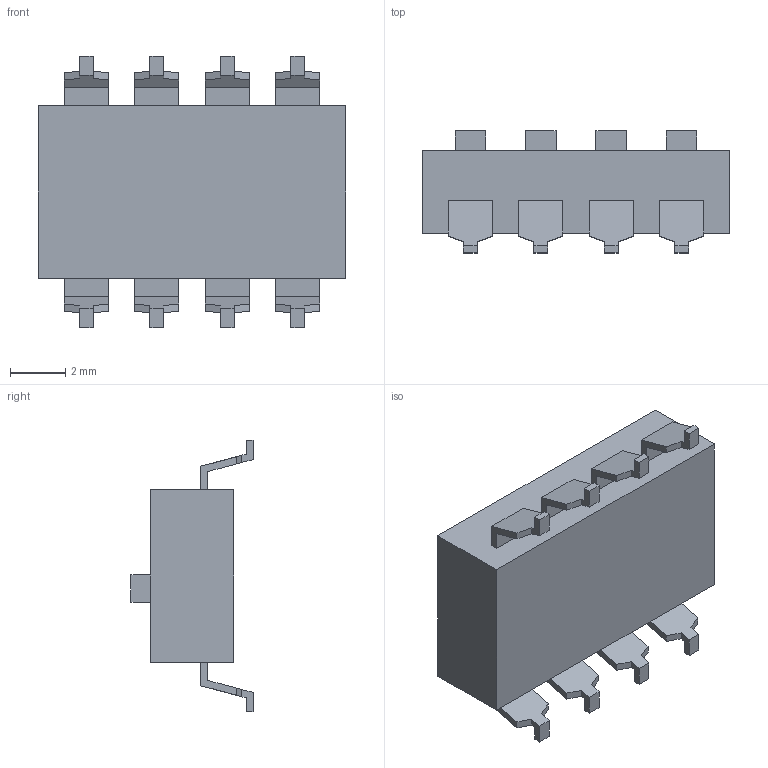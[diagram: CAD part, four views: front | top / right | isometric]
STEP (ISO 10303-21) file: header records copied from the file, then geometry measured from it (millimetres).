
FILE_DESCRIPTION (( 'STEP AP203' ), '1' );
FILE_NAME ('A6S_4104_H.step', '2014-02-05T01:12:26', ( 'OSMC1.0 匠エンジニアリング山之内' ), ( 'TAKUMI-Engniaring' ), 'SwSTEP 2.0', 'SolidWorks 2002025', '' );
FILE_SCHEMA (( 'CONFIG_CONTROL_DESIGN' ));
Length unit declared in the file: millimetre
Products named in the file (1): A6S_4104_H
Bounding box: 11.1 x 4.4 x 9.8 mm (x, y, z)
Volume: 210.4 mm3; surface area: 347.2 mm2
Topology: 1 solids, 1 shells, 150 faces, 396 edges, 264 vertices
Faces by surface type: plane 150
Entity records: 4617 total; most frequent: CARTESIAN_POINT 811, ORIENTED_EDGE 792, DIRECTION 698, LINE 396, VECTOR 396, EDGE_CURVE 396, VERTEX_POINT 264, EDGE_LOOP 166
